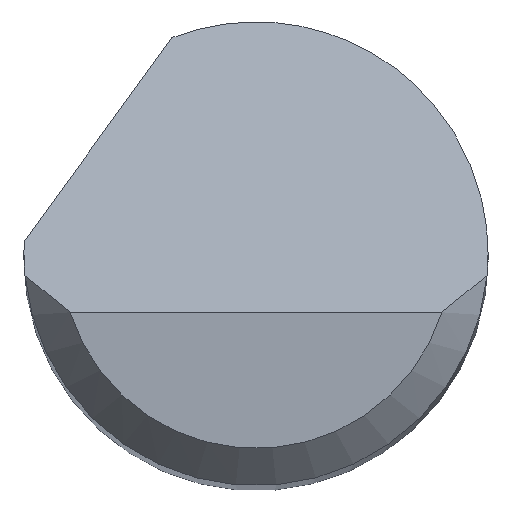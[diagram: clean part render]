
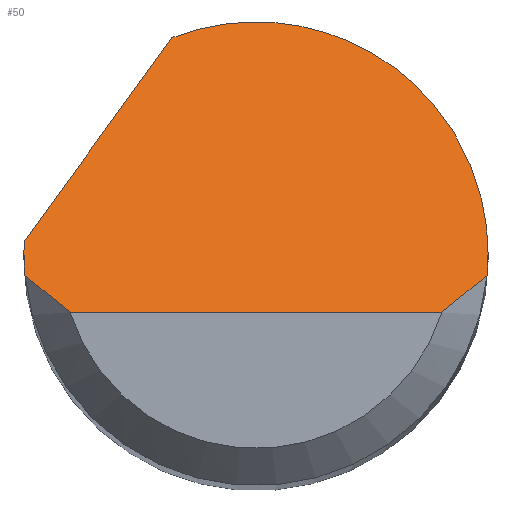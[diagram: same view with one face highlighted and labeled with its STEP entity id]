
A CAD part, top view. The second image highlights one B-rep face of the part: STEP entity #50.
In plain terms, the highlighted planar face has unit normal (0, 0.707, 0.707).
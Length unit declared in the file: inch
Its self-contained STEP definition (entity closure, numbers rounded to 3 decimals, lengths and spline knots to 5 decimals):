
#10 = ORIENTED_EDGE ( 'NONE', *, *, #635, .F. ) ;
#29 = CARTESIAN_POINT ( 'NONE',  ( -0.09375, 0., 1.47625 ) ) ;
#31 = CARTESIAN_POINT ( 'NONE',  ( -0.09375, -0.02375, 1.5 ) ) ;
#40 = B_SPLINE_CURVE_WITH_KNOTS ( 'NONE', 3,
 ( #488, #545, #135, #198 ),
 .UNSPECIFIED., .F., .F.,
 ( 4, 4 ),
 ( 0., 0.00071 ),
 .UNSPECIFIED. ) ;
#44 = ORIENTED_EDGE ( 'NONE', *, *, #244, .F. ) ;
#50 = ADVANCED_FACE ( 'NONE', ( #314 ), #627, .F. ) ;
#72 = CARTESIAN_POINT ( 'NONE',  ( -0.09362, 0.005, 1.47125 ) ) ;
#77 = VERTEX_POINT ( 'NONE', #152 ) ;
#78 = CARTESIAN_POINT ( 'NONE',  ( -0.09371, 0.00333, 1.47292 ) ) ;
#105 = CARTESIAN_POINT ( 'NONE',  ( 0.09334, -0.00875, 1.485 ) ) ;
#109 = VERTEX_POINT ( 'NONE', #435 ) ;
#114 = CARTESIAN_POINT ( 'NONE',  ( 0.09361, -0.00584, 1.48209 ) ) ;
#135 = CARTESIAN_POINT ( 'NONE',  ( -0.08157, -0.019, 1.49525 ) ) ;
#142 = CARTESIAN_POINT ( 'NONE',  ( -0.03394, 0.08739, 1.38886 ) ) ;
#148 = VERTEX_POINT ( 'NONE', #459 ) ;
#152 = CARTESIAN_POINT ( 'NONE',  ( -0.09362, 0.005, 1.47125 ) ) ;
#164 = VERTEX_POINT ( 'NONE', #105 ) ;
#196 = ORIENTED_EDGE ( 'NONE', *, *, #599, .F. ) ;
#198 = CARTESIAN_POINT ( 'NONE',  ( -0.07508, -0.02375, 1.5 ) ) ;
#203 = CARTESIAN_POINT ( 'NONE',  ( -0.09334, -0.00875, 1.485 ) ) ;
#209 = CARTESIAN_POINT ( 'NONE',  ( -0.09361, -0.00584, 1.48209 ) ) ;
#211 = VERTEX_POINT ( 'NONE', #529 ) ;
#225 = CARTESIAN_POINT ( 'NONE',  ( 0.09375, 0., 1.47625 ) ) ;
#244 = EDGE_CURVE ( 'NONE', #291, #546, #452, .T. ) ;
#259 = EDGE_CURVE ( 'NONE', #148, #211, #40, .T. ) ;
#282 = CARTESIAN_POINT ( 'NONE',  ( 0.09375, -0.00292, 1.47917 ) ) ;
#291 = VERTEX_POINT ( 'NONE', #432 ) ;
#302 = CARTESIAN_POINT ( 'NONE',  ( 0.03379, 0.11369, 1.36256 ) ) ;
#314 = FACE_OUTER_BOUND ( 'NONE', #695, .T. ) ;
#330 = CARTESIAN_POINT ( 'NONE',  ( -0.09375, 0., 1.47625 ) ) ;
#332 = ORIENTED_EDGE ( 'NONE', *, *, #259, .T. ) ;
#340 = EDGE_CURVE ( 'NONE', #211, #109, #667, .T. ) ;
#347 = EDGE_CURVE ( 'NONE', #77, #291, #622, .T. ) ;
#375 = EDGE_CURVE ( 'NONE', #148, #684, #634, .T. ) ;
#380 = CARTESIAN_POINT ( 'NONE',  ( -0.09375, 0., 1.47625 ) ) ;
#390 = CARTESIAN_POINT ( 'NONE',  ( -0.09375, -0.00292, 1.47917 ) ) ;
#391 = DIRECTION ( 'NONE',  ( 0., -0.707, -0.707 ) ) ;
#394 = VECTOR ( 'NONE', #692, 39.37008 ) ;
#396 = CARTESIAN_POINT ( 'NONE',  ( 0., -0.02375, 1.5 ) ) ;
#432 = CARTESIAN_POINT ( 'NONE',  ( -0.03394, 0.08739, 1.38886 ) ) ;
#435 = CARTESIAN_POINT ( 'NONE',  ( 0.07508, -0.02375, 1.5 ) ) ;
#447 = CARTESIAN_POINT ( 'NONE',  ( -0.11014, -0.01781, 1.49406 ) ) ;
#452 =( BOUNDED_CURVE ( )  B_SPLINE_CURVE ( 3, ( #142, #302, #671, #743 ),
 .UNSPECIFIED., .F., .T. ) 
 B_SPLINE_CURVE_WITH_KNOTS ( ( 4, 4 ),
 ( 5.91277, 7.85398 ),
 .UNSPECIFIED. ) 
 CURVE ( )  GEOMETRIC_REPRESENTATION_ITEM ( )  RATIONAL_B_SPLINE_CURVE ( ( 1., 0.71, 0.71, 1. ) ) 
 REPRESENTATION_ITEM ( '' )  );
#459 = CARTESIAN_POINT ( 'NONE',  ( -0.09334, -0.00875, 1.485 ) ) ;
#461 = CARTESIAN_POINT ( 'NONE',  ( 0.07508, -0.02375, 1.5 ) ) ;
#462 = EDGE_CURVE ( 'NONE', #109, #164, #594, .T. ) ;
#488 = CARTESIAN_POINT ( 'NONE',  ( -0.09334, -0.00875, 1.485 ) ) ;
#494 = DIRECTION ( 'NONE',  ( 0., 0.707, -0.707 ) ) ;
#503 = CARTESIAN_POINT ( 'NONE',  ( 0.08157, -0.019, 1.49525 ) ) ;
#523 = CARTESIAN_POINT ( 'NONE',  ( 0.09375, 0., 1.47625 ) ) ;
#529 = CARTESIAN_POINT ( 'NONE',  ( -0.07508, -0.02375, 1.5 ) ) ;
#530 = ORIENTED_EDGE ( 'NONE', *, *, #340, .T. ) ;
#545 = CARTESIAN_POINT ( 'NONE',  ( -0.08761, -0.01397, 1.49022 ) ) ;
#546 = VERTEX_POINT ( 'NONE', #225 ) ;
#567 = AXIS2_PLACEMENT_3D ( 'NONE', #31, #391, #494 ) ;
#575 = CARTESIAN_POINT ( 'NONE',  ( 0.09334, -0.00875, 1.485 ) ) ;
#578 = CARTESIAN_POINT ( 'NONE',  ( 0.08761, -0.01397, 1.49022 ) ) ;
#584 =( BOUNDED_CURVE ( )  B_SPLINE_CURVE ( 3, ( #523, #282, #114, #726 ),
 .UNSPECIFIED., .F., .T. ) 
 B_SPLINE_CURVE_WITH_KNOTS ( ( 4, 4 ),
 ( 1.5708, 1.66427 ),
 .UNSPECIFIED. ) 
 CURVE ( )  GEOMETRIC_REPRESENTATION_ITEM ( )  RATIONAL_B_SPLINE_CURVE ( ( 1., 0.999, 0.999, 1. ) ) 
 REPRESENTATION_ITEM ( '' )  );
#593 = ORIENTED_EDGE ( 'NONE', *, *, #347, .F. ) ;
#594 = B_SPLINE_CURVE_WITH_KNOTS ( 'NONE', 3,
 ( #461, #503, #578, #575 ),
 .UNSPECIFIED., .F., .F.,
 ( 4, 4 ),
 ( 0., 0.00071 ),
 .UNSPECIFIED. ) ;
#599 = EDGE_CURVE ( 'NONE', #546, #164, #584, .T. ) ;
#610 = CARTESIAN_POINT ( 'NONE',  ( -0.09375, 0.00167, 1.47458 ) ) ;
#611 = ORIENTED_EDGE ( 'NONE', *, *, #375, .F. ) ;
#622 = LINE ( 'NONE', #447, #394 ) ;
#627 = PLANE ( 'NONE',  #567 ) ;
#634 =( BOUNDED_CURVE ( )  B_SPLINE_CURVE ( 3, ( #203, #209, #390, #330 ),
 .UNSPECIFIED., .F., .F. ) 
 B_SPLINE_CURVE_WITH_KNOTS ( ( 4, 4 ),
 ( 4.61892, 4.71239 ),
 .UNSPECIFIED. ) 
 CURVE ( )  GEOMETRIC_REPRESENTATION_ITEM ( )  RATIONAL_B_SPLINE_CURVE ( ( 1., 0.999, 0.999, 1. ) ) 
 REPRESENTATION_ITEM ( '' )  );
#635 = EDGE_CURVE ( 'NONE', #684, #77, #754, .T. ) ;
#667 = LINE ( 'NONE', #396, #736 ) ;
#671 = CARTESIAN_POINT ( 'NONE',  ( 0.09375, 0.07266, 1.40359 ) ) ;
#684 = VERTEX_POINT ( 'NONE', #380 ) ;
#692 = DIRECTION ( 'NONE',  ( 0.456, 0.629, -0.629 ) ) ;
#695 = EDGE_LOOP ( 'NONE', ( #530, #745, #196, #44, #593, #10, #611, #332 ) ) ;
#726 = CARTESIAN_POINT ( 'NONE',  ( 0.09334, -0.00875, 1.485 ) ) ;
#736 = VECTOR ( 'NONE', #753, 39.37008 ) ;
#743 = CARTESIAN_POINT ( 'NONE',  ( 0.09375, 0., 1.47625 ) ) ;
#745 = ORIENTED_EDGE ( 'NONE', *, *, #462, .T. ) ;
#753 = DIRECTION ( 'NONE',  ( 1., 0., 0. ) ) ;
#754 =( BOUNDED_CURVE ( )  B_SPLINE_CURVE ( 3, ( #29, #610, #78, #72 ),
 .UNSPECIFIED., .F., .T. ) 
 B_SPLINE_CURVE_WITH_KNOTS ( ( 4, 4 ),
 ( 4.71239, 4.76575 ),
 .UNSPECIFIED. ) 
 CURVE ( )  GEOMETRIC_REPRESENTATION_ITEM ( )  RATIONAL_B_SPLINE_CURVE ( ( 1., 1., 1., 1. ) ) 
 REPRESENTATION_ITEM ( '' )  );
